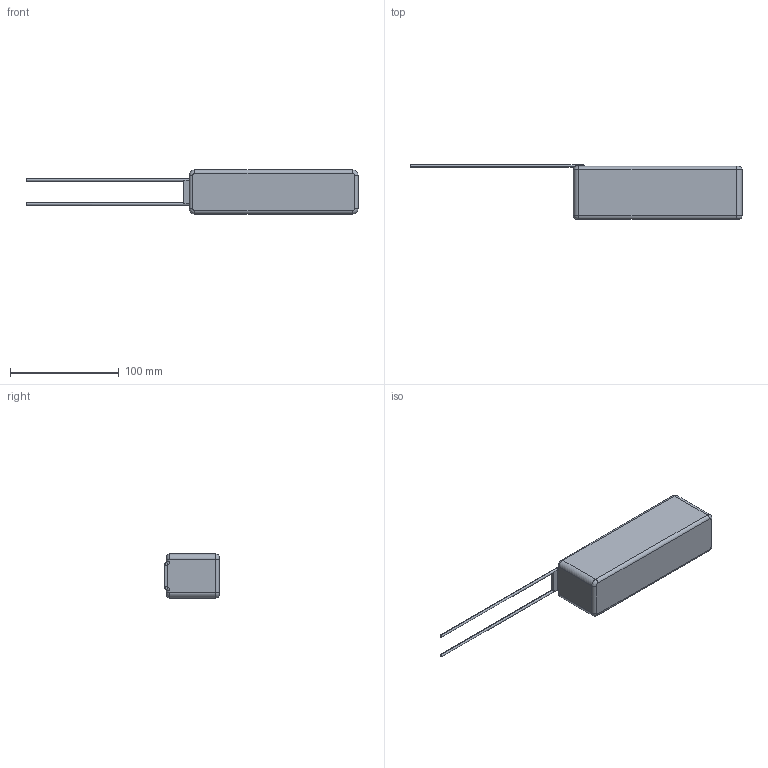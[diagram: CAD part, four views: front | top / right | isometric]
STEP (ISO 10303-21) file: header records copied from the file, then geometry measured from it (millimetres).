
FILE_DESCRIPTION (( 'STEP AP214' ), '1' );
FILE_NAME ('5ah 5s.STEP', '2016-09-09T12:51:07', ( '' ), ( '' ), 'SwSTEP 2.0', 'SolidWorks 2015', '' );
FILE_SCHEMA (( 'AUTOMOTIVE_DESIGN' ));
Length unit declared in the file: millimetre
Products named in the file (1): 5ah 5s
Bounding box: 305 x 50.05 x 40.5 mm (x, y, z)
Volume: 304119.9 mm3; surface area: 32699.3 mm2
Topology: 1 solids, 1 shells, 48 faces, 116 edges, 66 vertices
Faces by surface type: cylinder 21, plane 11, torus 10, bspline 6
Entity records: 1652 total; most frequent: CARTESIAN_POINT 441, DIRECTION 230, ORIENTED_EDGE 224, EDGE_CURVE 112, AXIS2_PLACEMENT_3D 93, VERTEX_POINT 66, CIRCLE 50, EDGE_LOOP 48
